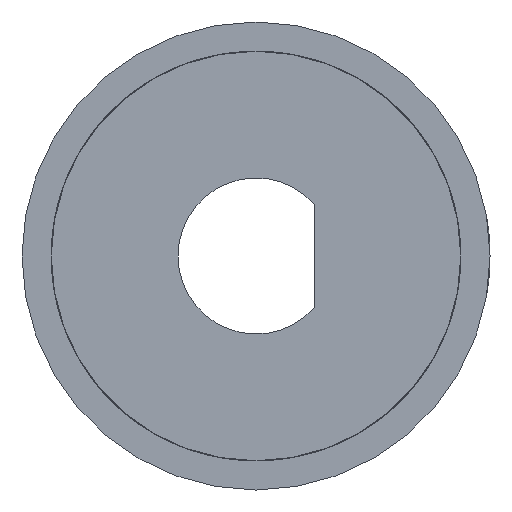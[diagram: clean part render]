
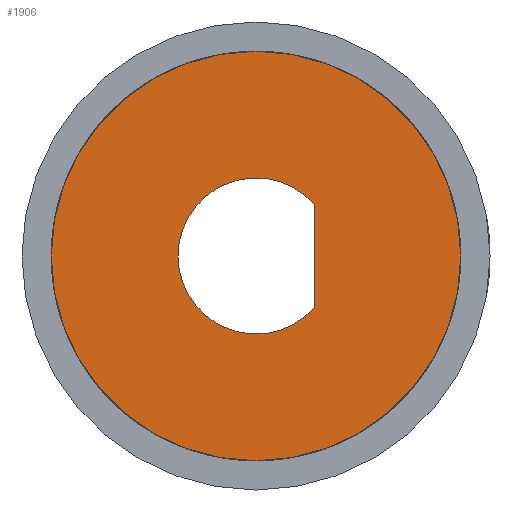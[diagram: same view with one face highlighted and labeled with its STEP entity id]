
A CAD part, front view. The second image highlights one B-rep face of the part: STEP entity #1906.
In plain terms, the highlighted planar face has unit normal (0, -1, 0).
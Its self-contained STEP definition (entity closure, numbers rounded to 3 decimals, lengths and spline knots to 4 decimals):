
#221=FACE_BOUND('',#377,.T.);
#239=PLANE('',#2052);
#261=FACE_OUTER_BOUND('',#376,.T.);
#376=EDGE_LOOP('',(#1294));
#377=EDGE_LOOP('',(#1295,#1296));
#482=LINE('',#2502,#580);
#580=VECTOR('',#2161,10.);
#676=CIRCLE('',#2029,2.);
#687=CIRCLE('',#2053,5.25);
#706=VERTEX_POINT('',#2493);
#707=VERTEX_POINT('',#2494);
#740=VERTEX_POINT('',#2624);
#909=EDGE_CURVE('',#706,#707,#676,.T.);
#913=EDGE_CURVE('',#707,#706,#482,.T.);
#957=EDGE_CURVE('',#740,#740,#687,.T.);
#1294=ORIENTED_EDGE('',*,*,#957,.T.);
#1295=ORIENTED_EDGE('',*,*,#913,.T.);
#1296=ORIENTED_EDGE('',*,*,#909,.T.);
#1906=ADVANCED_FACE('',(#261,#221),#239,.T.);
#2029=AXIS2_PLACEMENT_3D('',#2495,#2153,#2154);
#2052=AXIS2_PLACEMENT_3D('',#2623,#2232,#2233);
#2053=AXIS2_PLACEMENT_3D('',#2625,#2234,#2235);
#2153=DIRECTION('center_axis',(0.,1.,0.));
#2154=DIRECTION('ref_axis',(1.,0.,0.));
#2161=DIRECTION('',(0.,0.,-1.));
#2232=DIRECTION('center_axis',(0.,-1.,0.));
#2233=DIRECTION('ref_axis',(0.,0.,-1.));
#2234=DIRECTION('center_axis',(0.,-1.,0.));
#2235=DIRECTION('ref_axis',(1.,0.,0.));
#2493=CARTESIAN_POINT('',(1.5,-60.625,-1.3229));
#2494=CARTESIAN_POINT('',(1.5,-60.625,1.3229));
#2495=CARTESIAN_POINT('Origin',(0.,-60.625,0.));
#2502=CARTESIAN_POINT('',(1.5,-60.625,-0.6614));
#2623=CARTESIAN_POINT('Origin',(0.,-60.625,0.));
#2624=CARTESIAN_POINT('',(-5.25,-60.625,0.));
#2625=CARTESIAN_POINT('Origin',(0.,-60.625,0.));
